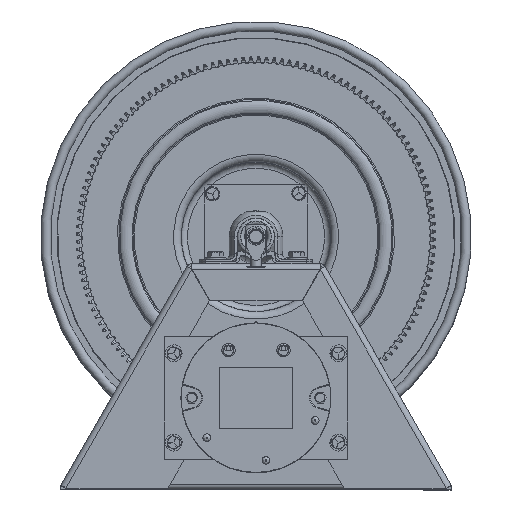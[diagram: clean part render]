
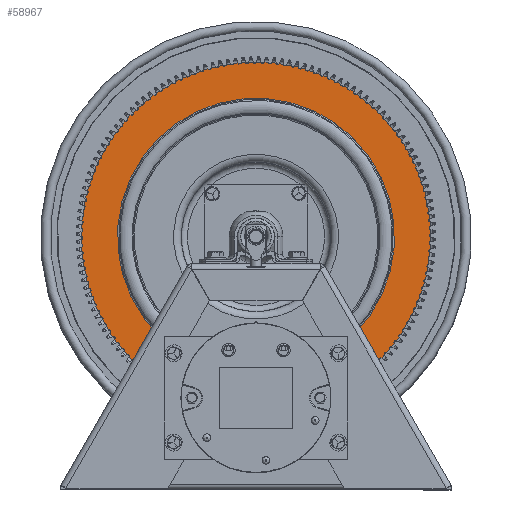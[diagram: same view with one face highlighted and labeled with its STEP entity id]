
A CAD part, top view. The second image highlights one B-rep face of the part: STEP entity #58967.
In plain terms, the highlighted planar face has unit normal (0, 0, 1).
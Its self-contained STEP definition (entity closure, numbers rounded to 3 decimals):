
#1301=FACE_BOUND('',#7963,.T.);
#3943=PLANE('',#62541);
#5070=FACE_OUTER_BOUND('',#7962,.T.);
#7962=EDGE_LOOP('',(#41145,#41146));
#7963=EDGE_LOOP('',(#41147,#41148));
#19433=CIRCLE('',#62538,5.667);
#19435=CIRCLE('',#62540,5.667);
#19436=CIRCLE('',#62542,7.159);
#19437=CIRCLE('',#62543,7.159);
#22943=VERTEX_POINT('',#89524);
#22944=VERTEX_POINT('',#89525);
#22945=VERTEX_POINT('',#89530);
#22946=VERTEX_POINT('',#89531);
#30372=EDGE_CURVE('',#22943,#22944,#19433,.T.);
#30374=EDGE_CURVE('',#22944,#22943,#19435,.T.);
#30375=EDGE_CURVE('',#22945,#22946,#19436,.T.);
#30376=EDGE_CURVE('',#22946,#22945,#19437,.T.);
#41145=ORIENTED_EDGE('',*,*,#30375,.T.);
#41146=ORIENTED_EDGE('',*,*,#30376,.T.);
#41147=ORIENTED_EDGE('',*,*,#30372,.F.);
#41148=ORIENTED_EDGE('',*,*,#30374,.F.);
#58967=ADVANCED_FACE('',(#5070,#1301),#3943,.T.);
#62538=AXIS2_PLACEMENT_3D('',#89526,#69641,#69642);
#62540=AXIS2_PLACEMENT_3D('',#89528,#69645,#69646);
#62541=AXIS2_PLACEMENT_3D('',#89529,#69647,#69648);
#62542=AXIS2_PLACEMENT_3D('',#89532,#69649,#69650);
#62543=AXIS2_PLACEMENT_3D('',#89533,#69651,#69652);
#69641=DIRECTION('center_axis',(0.,0.,
1.));
#69642=DIRECTION('ref_axis',(0.712,-0.702,0.));
#69645=DIRECTION('center_axis',(0.,0.,
1.));
#69646=DIRECTION('ref_axis',(0.712,-0.702,0.));
#69647=DIRECTION('center_axis',(0.,0.,
1.));
#69648=DIRECTION('ref_axis',(-0.702,-0.712,0.));
#69649=DIRECTION('center_axis',(0.,0.,
1.));
#69650=DIRECTION('ref_axis',(0.712,-0.702,0.));
#69651=DIRECTION('center_axis',(0.,0.,
1.));
#69652=DIRECTION('ref_axis',(0.712,-0.702,0.));
#89524=CARTESIAN_POINT('',(4.034,-2.762,14.048));
#89525=CARTESIAN_POINT('',(3.98,5.252,14.048));
#89526=CARTESIAN_POINT('Origin',(0.,1.218,14.048));
#89528=CARTESIAN_POINT('Origin',(0.,1.218,14.048));
#89529=CARTESIAN_POINT('Origin',(4.565,-3.286,14.048));
#89530=CARTESIAN_POINT('',(5.096,-3.81,14.048));
#89531=CARTESIAN_POINT('',(5.028,6.315,14.048));
#89532=CARTESIAN_POINT('Origin',(0.,1.218,14.048));
#89533=CARTESIAN_POINT('Origin',(0.,1.218,14.048));
